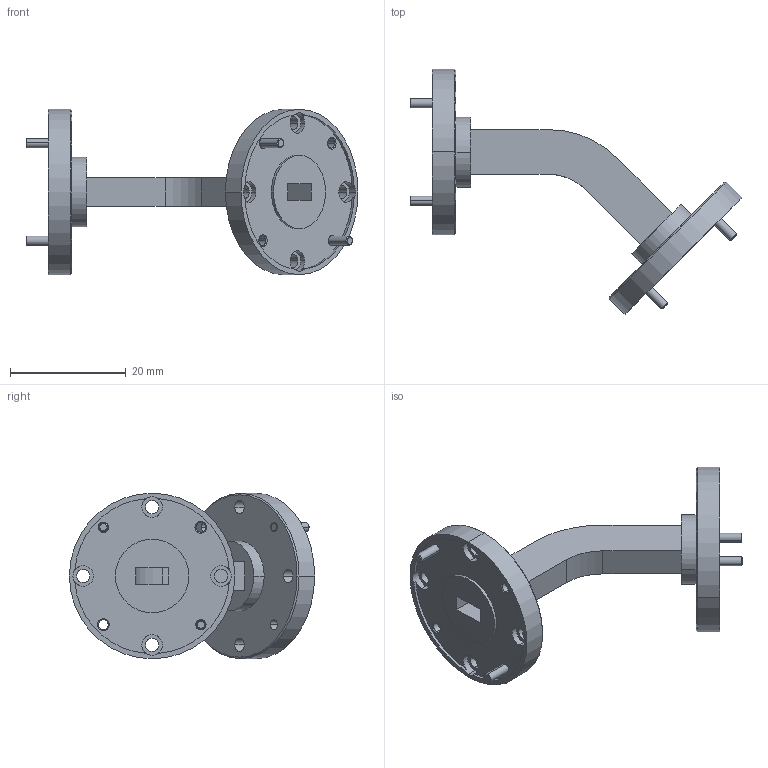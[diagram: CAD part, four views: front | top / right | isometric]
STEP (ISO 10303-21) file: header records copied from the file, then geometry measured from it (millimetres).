
FILE_DESCRIPTION (( 'STEP AP214' ), '1' );
FILE_NAME ('WB-HQ-5, Defeatured.STEP', '2025-01-29T18:51:19', ( '' ), ( '' ), 'SwSTEP 2.0', 'SolidWorks 2021', '' );
FILE_SCHEMA (( 'AUTOMOTIVE_DESIGN' ));
Length unit declared in the file: inch
Products named in the file (1): WB-HQ-5, Defeatured
Bounding box: 57.34 x 42.35 x 28.57 mm (x, y, z)
Volume: 5763.3 mm3; surface area: 5721 mm2
Topology: 5 solids, 5 shells, 154 faces, 372 edges, 236 vertices
Faces by surface type: cylinder 80, plane 38, cone 36
Entity records: 6714 total; most frequent: DIRECTION 894, CARTESIAN_POINT 763, ORIENTED_EDGE 744, EDGE_CURVE 372, AXIS2_PLACEMENT_3D 367, VERTEX_POINT 236, CIRCLE 212, EDGE_LOOP 196
